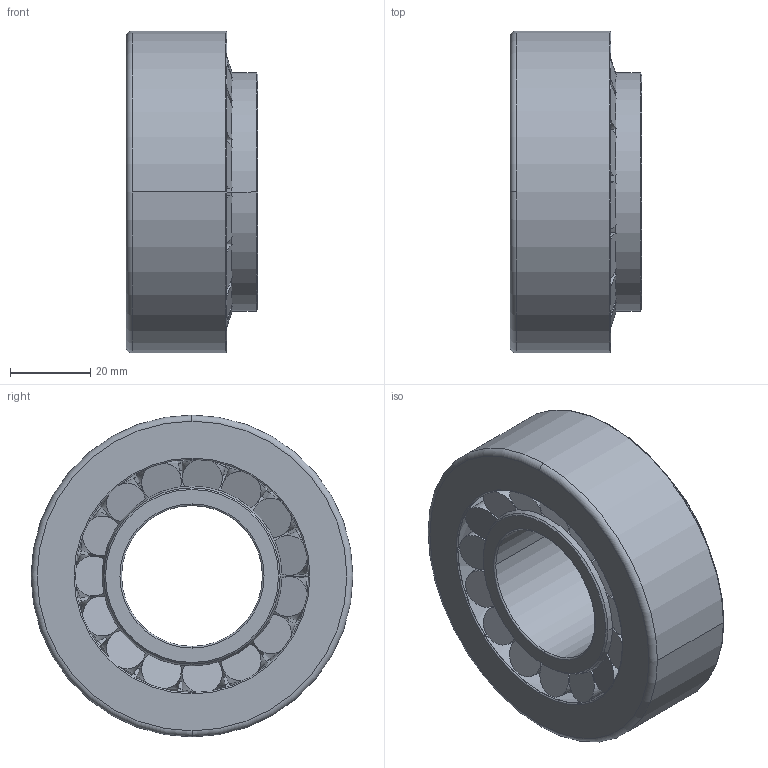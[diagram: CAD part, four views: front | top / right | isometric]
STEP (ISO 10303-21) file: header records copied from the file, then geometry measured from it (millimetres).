
FILE_DESCRIPTION(('STEP AP214'),'1');
FILE_NAME('skf_bearing_32307_b_2.stp','2024-10-02T09:09:38',('TraceParts'),('TraceParts S.A.'),'Spatial InterOp 3D',' ',' ');
FILE_SCHEMA(('AUTOMOTIVE_DESIGN { 1 0 10303 214 1 1 1 1 }'));
Length unit declared in the file: millimetre
Products named in the file (1): skf_bearing_32307_b_2_1
Bounding box: 32.75 x 80 x 80 mm (x, y, z)
Volume: 98213.5 mm3; surface area: 40920.2 mm2
Topology: 3 solids, 3 shells, 126 faces, 267 edges, 175 vertices
Faces by surface type: cone 44, torus 42, plane 34, cylinder 6
Entity records: 4511 total; most frequent: CARTESIAN_POINT 1711, DIRECTION 622, ORIENTED_EDGE 534, AXIS2_PLACEMENT_3D 286, EDGE_CURVE 267, VERTEX_POINT 175, EDGE_LOOP 160, CIRCLE 157
